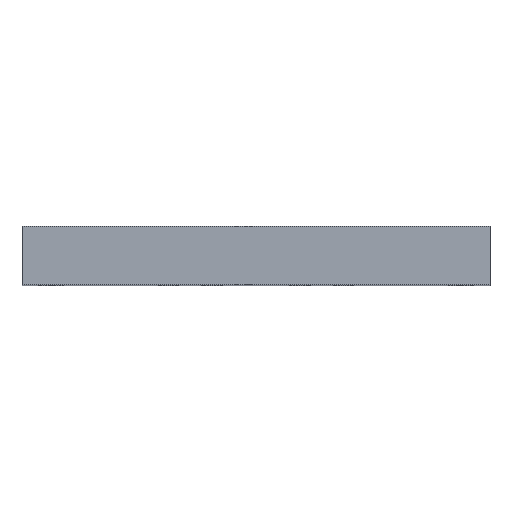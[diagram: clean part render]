
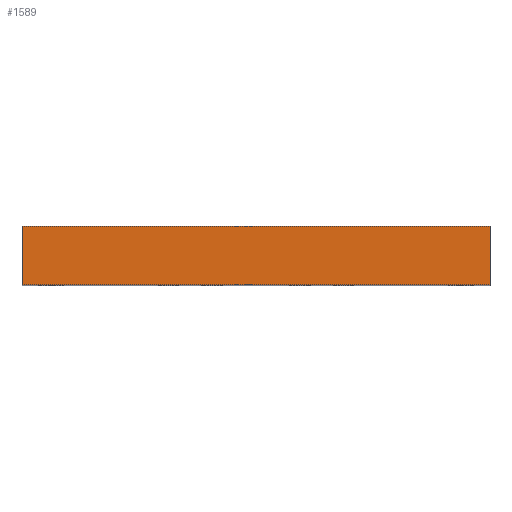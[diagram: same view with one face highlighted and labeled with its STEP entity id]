
A CAD part, top view. The second image highlights one B-rep face of the part: STEP entity #1589.
In plain terms, the highlighted planar face has unit normal (0, 0, 1).
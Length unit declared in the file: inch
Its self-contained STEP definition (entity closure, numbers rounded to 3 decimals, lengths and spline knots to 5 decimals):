
#31 = EDGE_LOOP ( 'NONE', ( #1236, #1402, #1160, #768 ) ) ;
#58 = VERTEX_POINT ( 'NONE', #296 ) ;
#92 = EDGE_CURVE ( 'NONE', #1692, #708, #936, .T. ) ;
#151 = DIRECTION ( 'NONE',  ( 0., -1., 0. ) ) ;
#174 = AXIS2_PLACEMENT_3D ( 'NONE', #1074, #952, #1650 ) ;
#178 = CARTESIAN_POINT ( 'NONE',  ( 1., 0., 1. ) ) ;
#203 = VECTOR ( 'NONE', #1443, 39.37008 ) ;
#252 = CARTESIAN_POINT ( 'NONE',  ( -1., 0., 1. ) ) ;
#269 = FACE_OUTER_BOUND ( 'NONE', #31, .T. ) ;
#296 = CARTESIAN_POINT ( 'NONE',  ( -1., 0.25, 1. ) ) ;
#305 = CARTESIAN_POINT ( 'NONE',  ( 1., 0.25, 1. ) ) ;
#312 = LINE ( 'NONE', #178, #985 ) ;
#332 = EDGE_CURVE ( 'NONE', #1692, #58, #1265, .T. ) ;
#443 = VECTOR ( 'NONE', #1408, 39.37008 ) ;
#461 = VECTOR ( 'NONE', #151, 39.37008 ) ;
#479 = CARTESIAN_POINT ( 'NONE',  ( 1., 0.25, 1. ) ) ;
#546 = EDGE_CURVE ( 'NONE', #58, #649, #1425, .T. ) ;
#649 = VERTEX_POINT ( 'NONE', #252 ) ;
#708 = VERTEX_POINT ( 'NONE', #887 ) ;
#768 = ORIENTED_EDGE ( 'NONE', *, *, #546, .T. ) ;
#887 = CARTESIAN_POINT ( 'NONE',  ( 1., 0., 1. ) ) ;
#897 = CARTESIAN_POINT ( 'NONE',  ( -1., 0.25, 1. ) ) ;
#936 = LINE ( 'NONE', #479, #443 ) ;
#952 = DIRECTION ( 'NONE',  ( 0., 0., 1. ) ) ;
#985 = VECTOR ( 'NONE', #1274, 39.37008 ) ;
#1074 = CARTESIAN_POINT ( 'NONE',  ( 1., 0.25, 1. ) ) ;
#1160 = ORIENTED_EDGE ( 'NONE', *, *, #332, .T. ) ;
#1178 = CARTESIAN_POINT ( 'NONE',  ( 1., 0.25, 1. ) ) ;
#1209 = EDGE_CURVE ( 'NONE', #708, #649, #312, .T. ) ;
#1236 = ORIENTED_EDGE ( 'NONE', *, *, #1209, .F. ) ;
#1265 = LINE ( 'NONE', #1178, #203 ) ;
#1274 = DIRECTION ( 'NONE',  ( -1., 0., 0. ) ) ;
#1402 = ORIENTED_EDGE ( 'NONE', *, *, #92, .F. ) ;
#1408 = DIRECTION ( 'NONE',  ( 0., -1., 0. ) ) ;
#1425 = LINE ( 'NONE', #897, #461 ) ;
#1443 = DIRECTION ( 'NONE',  ( -1., 0., 0. ) ) ;
#1589 = ADVANCED_FACE ( 'NONE', ( #269 ), #1695, .T. ) ;
#1650 = DIRECTION ( 'NONE',  ( 1., 0., 0. ) ) ;
#1692 = VERTEX_POINT ( 'NONE', #305 ) ;
#1695 = PLANE ( 'NONE',  #174 ) ;
